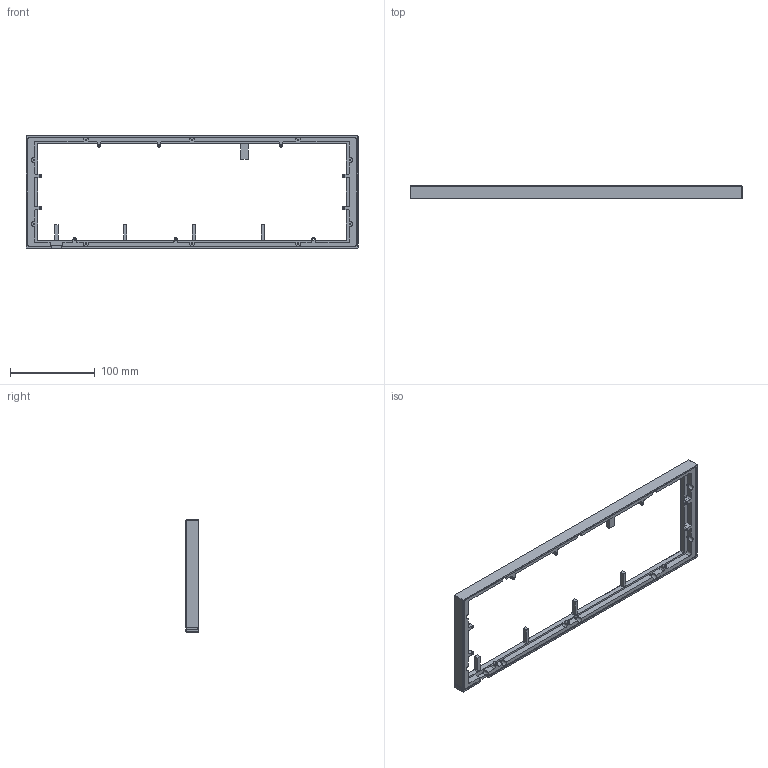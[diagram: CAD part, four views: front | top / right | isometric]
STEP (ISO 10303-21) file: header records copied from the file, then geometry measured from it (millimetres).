
FILE_DESCRIPTION (( 'STEP AP214' ), '1' );
FILE_NAME ('TopPlateV2.STEP', '2020-10-30T19:35:01', ( '' ), ( '' ), 'SwSTEP 2.0', 'SolidWorks 2020', '' );
FILE_SCHEMA (( 'AUTOMOTIVE_DESIGN' ));
Length unit declared in the file: centimetre
Products named in the file (1): TopPlateV2
Bounding box: 390.74 x 14.8 x 132.7 mm (x, y, z)
Volume: 123101.1 mm3; surface area: 53658.3 mm2
Topology: 1 solids, 1 shells, 330 faces, 895 edges, 556 vertices
Faces by surface type: plane 176, cylinder 116, cone 34, torus 4
Entity records: 10455 total; most frequent: DIRECTION 1791, CARTESIAN_POINT 1762, ORIENTED_EDGE 1750, EDGE_CURVE 875, VECTOR 621, LINE 621, AXIS2_PLACEMENT_3D 585, VERTEX_POINT 556
